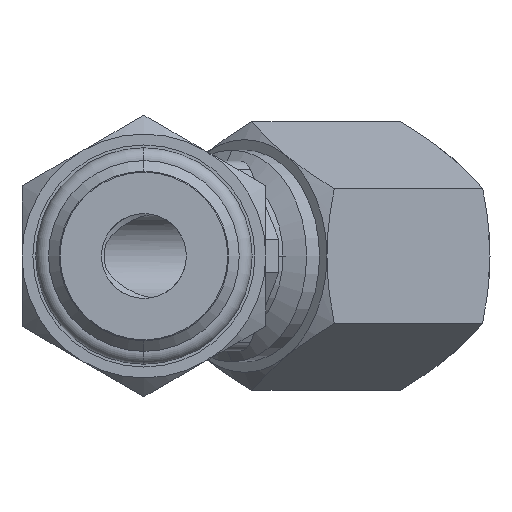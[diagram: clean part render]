
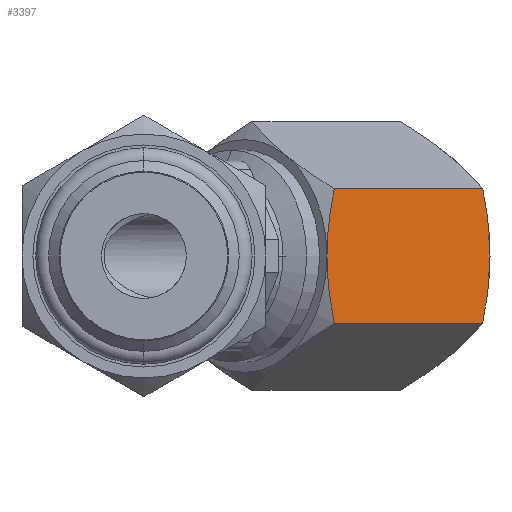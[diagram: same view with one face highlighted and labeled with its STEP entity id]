
A CAD part, left-side view. The second image highlights one B-rep face of the part: STEP entity #3397.
In plain terms, the highlighted planar face has unit normal (-0.707, -0.707, 0).
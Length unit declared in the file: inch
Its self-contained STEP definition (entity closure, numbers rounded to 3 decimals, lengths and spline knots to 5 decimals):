
#972=CARTESIAN_POINT('',(0.86323,-0.99901,
0.19832));
#984=CARTESIAN_POINT('',(0.42579,-0.56157,
0.19832));
#1027=CARTESIAN_POINT('',(0.88493,-1.02071,
0.));
#1028=CARTESIAN_POINT('',(0.88493,-1.02071,
0.01311));
#1029=CARTESIAN_POINT('',(0.88431,-1.02009,
0.03931));
#1030=CARTESIAN_POINT('',(0.88159,-1.01738,
0.07849));
#1031=CARTESIAN_POINT('',(0.87718,-1.01296,
0.11768));
#1032=CARTESIAN_POINT('',(0.87119,-1.00697,
0.15715));
#1033=CARTESIAN_POINT('',(0.86606,-1.00184,
0.18447));
#1034=CARTESIAN_POINT('',(0.86323,-0.99901,
0.19832));
#1039=CARTESIAN_POINT('',(0.86323,-0.99901,
-0.19832));
#1040=CARTESIAN_POINT('',(0.86609,-1.00187,
-0.18432));
#1041=CARTESIAN_POINT('',(0.87125,-1.00704,
-0.15678));
#1042=CARTESIAN_POINT('',(0.87724,-1.01303,
-0.11722));
#1043=CARTESIAN_POINT('',(0.88163,-1.01741,
-0.07809));
#1044=CARTESIAN_POINT('',(0.88432,-1.0201,
-0.03908));
#1045=CARTESIAN_POINT('',(0.88493,-1.02071,
-0.01303));
#1046=CARTESIAN_POINT('',(0.88493,-1.02071,
0.));
#1051=CARTESIAN_POINT('',(0.42579,-0.56157,
-0.19832));
#1052=CARTESIAN_POINT('',(0.42293,-0.55871,
-0.18432));
#1053=CARTESIAN_POINT('',(0.41777,-0.55355,
-0.15678));
#1054=CARTESIAN_POINT('',(0.41178,-0.54756,
-0.11722));
#1055=CARTESIAN_POINT('',(0.40739,-0.54317,
-0.07809));
#1056=CARTESIAN_POINT('',(0.4047,-0.54048,
-0.03908));
#1057=CARTESIAN_POINT('',(0.40409,-0.53988,
-0.01303));
#1058=CARTESIAN_POINT('',(0.40409,-0.53988,
0.));
#1063=CARTESIAN_POINT('',(0.40409,-0.53988,
0.));
#1064=CARTESIAN_POINT('',(0.40409,-0.53988,
0.01311));
#1065=CARTESIAN_POINT('',(0.40471,-0.54049,
0.03931));
#1066=CARTESIAN_POINT('',(0.40743,-0.54321,
0.07849));
#1067=CARTESIAN_POINT('',(0.41184,-0.54762,
0.11768));
#1068=CARTESIAN_POINT('',(0.41783,-0.55361,
0.15715));
#1069=CARTESIAN_POINT('',(0.42296,-0.55874,
0.18447));
#1070=CARTESIAN_POINT('',(0.42579,-0.56157,
0.19832));
#1075=DIRECTION('',(0.707,-0.707,0.));
#1076=VECTOR('',#1075,0.61864);
#1077=CARTESIAN_POINT('',(0.42579,-0.56157,
0.19832));
#1078=LINE('',#1077,#1076);
#1278=CARTESIAN_POINT('',(0.42579,-0.56157,
-0.19832));
#1283=DIRECTION('',(0.707,-0.707,0.));
#1284=VECTOR('',#1283,0.61864);
#1285=CARTESIAN_POINT('',(0.42579,-0.56157,
-0.19832));
#1286=LINE('',#1285,#1284);
#1297=CARTESIAN_POINT('',(0.86323,-0.99901,
-0.19832));
#2251=CARTESIAN_POINT('',(0.40409,-0.53988,0.));
#2253=VERTEX_POINT('',#2251);
#2263=CARTESIAN_POINT('',(0.88493,-1.02071,0.));
#2265=VERTEX_POINT('',#2263);
#2276=VERTEX_POINT('',#1297);
#2278=VERTEX_POINT('',#1278);
#2285=VERTEX_POINT('',#972);
#2286=VERTEX_POINT('',#984);
#3381=CARTESIAN_POINT('',(0.40409,-0.53988,
0.19832));
#3382=DIRECTION('',(-0.707,-0.707,0.));
#3383=DIRECTION('',(0.,0.,-1.));
#3384=AXIS2_PLACEMENT_3D('',#3381,#3382,#3383);
#3385=PLANE('',#3384);
#3386=ORIENTED_EDGE('',*,*,#3346,.F.);
#3388=ORIENTED_EDGE('',*,*,#3387,.F.);
#3390=ORIENTED_EDGE('',*,*,#3389,.F.);
#3392=ORIENTED_EDGE('',*,*,#3391,.T.);
#3393=ORIENTED_EDGE('',*,*,#3291,.T.);
#3394=ORIENTED_EDGE('',*,*,#3330,.T.);
#3395=EDGE_LOOP('',(#3386,#3388,#3390,#3392,#3393,#3394));
#3396=FACE_OUTER_BOUND('',#3395,.F.);
#1035=B_SPLINE_CURVE_WITH_KNOTS('',3,(#1027,#1028,#1029,#1030,#1031,#1032,#1033,
#1034),.UNSPECIFIED.,.F.,.F.,(4,1,1,1,1,4),(0.,0.2,0.4,0.6,0.8,1.),
.UNSPECIFIED.);
#1047=B_SPLINE_CURVE_WITH_KNOTS('',3,(#1039,#1040,#1041,#1042,#1043,#1044,#1045,
#1046),.UNSPECIFIED.,.F.,.F.,(4,1,1,1,1,4),(0.,0.2,0.4,0.6,0.8,1.),
.UNSPECIFIED.);
#1059=B_SPLINE_CURVE_WITH_KNOTS('',3,(#1051,#1052,#1053,#1054,#1055,#1056,#1057,
#1058),.UNSPECIFIED.,.F.,.F.,(4,1,1,1,1,4),(0.,0.2,0.4,0.6,0.8,1.),
.UNSPECIFIED.);
#1071=B_SPLINE_CURVE_WITH_KNOTS('',3,(#1063,#1064,#1065,#1066,#1067,#1068,#1069,
#1070),.UNSPECIFIED.,.F.,.F.,(4,1,1,1,1,4),(0.,0.2,0.4,0.6,0.8,1.),
.UNSPECIFIED.);
#3291=EDGE_CURVE('',#2253,#2286,#1071,.T.);
#3330=EDGE_CURVE('',#2286,#2285,#1078,.T.);
#3346=EDGE_CURVE('',#2265,#2285,#1035,.T.);
#3387=EDGE_CURVE('',#2276,#2265,#1047,.T.);
#3389=EDGE_CURVE('',#2278,#2276,#1286,.T.);
#3391=EDGE_CURVE('',#2278,#2253,#1059,.T.);
#3397=ADVANCED_FACE('',(#3396),#3385,.T.);
